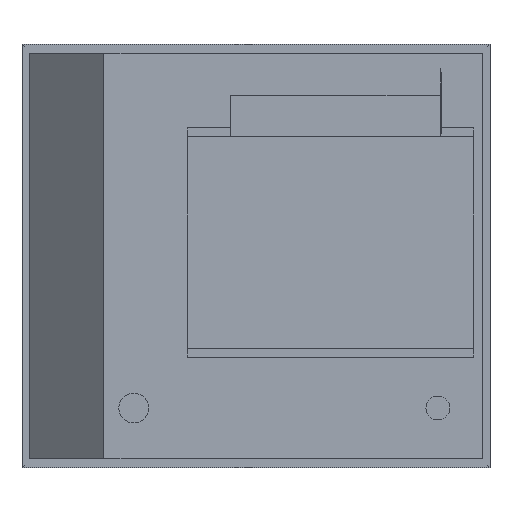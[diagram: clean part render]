
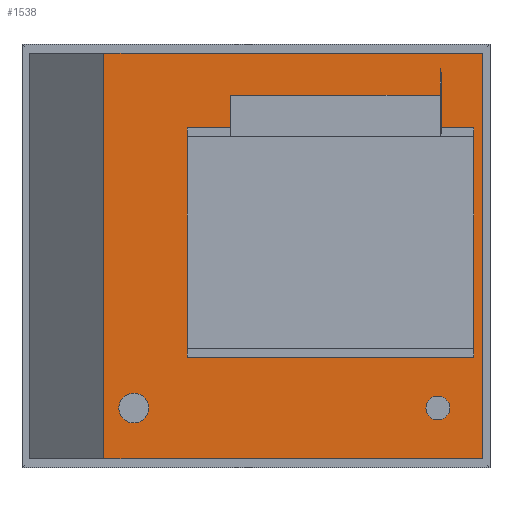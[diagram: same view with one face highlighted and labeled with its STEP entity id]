
A CAD part, front view. The second image highlights one B-rep face of the part: STEP entity #1538.
In plain terms, the highlighted planar face has unit normal (0, -1, 0).
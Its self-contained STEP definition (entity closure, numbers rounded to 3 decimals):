
#36=FACE_BOUND('',#195,.T.);
#37=FACE_BOUND('',#196,.T.);
#38=FACE_BOUND('',#197,.T.);
#101=FACE_OUTER_BOUND('',#194,.T.);
#194=EDGE_LOOP('',(#1274,#1275,#1276,#1277));
#195=EDGE_LOOP('',(#1278,#1279));
#196=EDGE_LOOP('',(#1280,#1281));
#197=EDGE_LOOP('',(#1282,#1283,#1284,#1285));
#301=LINE('',#2313,#491);
#303=LINE('',#2319,#493);
#314=LINE('',#2339,#504);
#315=LINE('',#2341,#505);
#363=LINE('',#2441,#553);
#365=LINE('',#2445,#555);
#366=LINE('',#2447,#556);
#367=LINE('',#2448,#557);
#491=VECTOR('',#1894,10.);
#493=VECTOR('',#1898,10.);
#504=VECTOR('',#1917,10.);
#505=VECTOR('',#1920,10.);
#553=VECTOR('',#2004,10.);
#555=VECTOR('',#2008,10.);
#556=VECTOR('',#2009,10.);
#557=VECTOR('',#2010,10.);
#618=CIRCLE('',#1636,25.);
#619=CIRCLE('',#1637,25.);
#622=CIRCLE('',#1642,20.);
#623=CIRCLE('',#1643,20.);
#678=VERTEX_POINT('',#2276);
#679=VERTEX_POINT('',#2278);
#682=VERTEX_POINT('',#2287);
#683=VERTEX_POINT('',#2289);
#690=VERTEX_POINT('',#2309);
#691=VERTEX_POINT('',#2311);
#692=VERTEX_POINT('',#2315);
#694=VERTEX_POINT('',#2318);
#732=VERTEX_POINT('',#2438);
#733=VERTEX_POINT('',#2440);
#734=VERTEX_POINT('',#2444);
#735=VERTEX_POINT('',#2446);
#845=EDGE_CURVE('',#679,#678,#618,.T.);
#846=EDGE_CURVE('',#678,#679,#619,.T.);
#850=EDGE_CURVE('',#683,#682,#622,.T.);
#851=EDGE_CURVE('',#682,#683,#623,.T.);
#861=EDGE_CURVE('',#690,#691,#301,.T.);
#863=EDGE_CURVE('',#694,#692,#303,.T.);
#874=EDGE_CURVE('',#692,#690,#314,.T.);
#875=EDGE_CURVE('',#691,#694,#315,.T.);
#923=EDGE_CURVE('',#732,#733,#363,.T.);
#925=EDGE_CURVE('',#734,#732,#365,.T.);
#926=EDGE_CURVE('',#734,#735,#366,.T.);
#927=EDGE_CURVE('',#733,#735,#367,.T.);
#1274=ORIENTED_EDGE('',*,*,#923,.F.);
#1275=ORIENTED_EDGE('',*,*,#925,.F.);
#1276=ORIENTED_EDGE('',*,*,#926,.T.);
#1277=ORIENTED_EDGE('',*,*,#927,.F.);
#1278=ORIENTED_EDGE('',*,*,#845,.T.);
#1279=ORIENTED_EDGE('',*,*,#846,.T.);
#1280=ORIENTED_EDGE('',*,*,#850,.T.);
#1281=ORIENTED_EDGE('',*,*,#851,.T.);
#1282=ORIENTED_EDGE('',*,*,#863,.T.);
#1283=ORIENTED_EDGE('',*,*,#874,.T.);
#1284=ORIENTED_EDGE('',*,*,#861,.T.);
#1285=ORIENTED_EDGE('',*,*,#875,.T.);
#1449=PLANE('',#1672);
#1538=ADVANCED_FACE('',(#101,#36,#37,#38),#1449,.T.);
#1636=AXIS2_PLACEMENT_3D('',#2279,#1860,#1861);
#1637=AXIS2_PLACEMENT_3D('',#2280,#1862,#1863);
#1642=AXIS2_PLACEMENT_3D('',#2290,#1873,#1874);
#1643=AXIS2_PLACEMENT_3D('',#2291,#1875,#1876);
#1672=AXIS2_PLACEMENT_3D('',#2443,#2006,#2007);
#1860=DIRECTION('center_axis',(0.,1.,0.));
#1861=DIRECTION('ref_axis',(1.,0.,0.));
#1862=DIRECTION('center_axis',(0.,1.,0.));
#1863=DIRECTION('ref_axis',(1.,0.,0.));
#1873=DIRECTION('center_axis',(0.,1.,0.));
#1874=DIRECTION('ref_axis',(1.,0.,0.));
#1875=DIRECTION('center_axis',(0.,1.,0.));
#1876=DIRECTION('ref_axis',(1.,0.,0.));
#1894=DIRECTION('',(-1.,0.,0.));
#1898=DIRECTION('',(1.,0.,0.));
#1917=DIRECTION('',(0.,0.,-1.));
#1920=DIRECTION('',(0.,0.,1.));
#2004=DIRECTION('',(0.,0.,1.));
#2006=DIRECTION('center_axis',(0.,-1.,0.));
#2007=DIRECTION('ref_axis',(1.,0.,0.));
#2008=DIRECTION('',(-1.,0.,0.));
#2009=DIRECTION('',(0.,0.,1.));
#2010=DIRECTION('',(1.,0.,0.));
#2276=CARTESIAN_POINT('',(-230.,0.,-255.));
#2278=CARTESIAN_POINT('',(-180.,0.,-255.));
#2279=CARTESIAN_POINT('Origin',(-205.,0.,-255.));
#2280=CARTESIAN_POINT('Origin',(-205.,0.,-255.));
#2287=CARTESIAN_POINT('',(285.,0.,-255.));
#2289=CARTESIAN_POINT('',(325.,0.,-255.));
#2290=CARTESIAN_POINT('Origin',(305.,0.,-255.));
#2291=CARTESIAN_POINT('Origin',(305.,0.,-255.));
#2309=CARTESIAN_POINT('',(365.,0.,-170.));
#2311=CARTESIAN_POINT('',(-115.,0.,-170.));
#2313=CARTESIAN_POINT('',(55.,0.,-170.));
#2315=CARTESIAN_POINT('',(365.,0.,215.));
#2318=CARTESIAN_POINT('',(-115.,0.,215.));
#2319=CARTESIAN_POINT('',(55.,0.,215.));
#2339=CARTESIAN_POINT('',(365.,0.,11.25));
#2341=CARTESIAN_POINT('',(-115.,0.,11.25));
#2438=CARTESIAN_POINT('',(-255.,0.,-340.));
#2440=CARTESIAN_POINT('',(-255.,0.,340.));
#2441=CARTESIAN_POINT('',(-255.,0.,0.));
#2443=CARTESIAN_POINT('Origin',(-255.,0.,0.));
#2444=CARTESIAN_POINT('',(380.,0.,-340.));
#2445=CARTESIAN_POINT('',(-255.,0.,-340.));
#2446=CARTESIAN_POINT('',(380.,0.,340.));
#2447=CARTESIAN_POINT('',(380.,0.,0.));
#2448=CARTESIAN_POINT('',(-255.,0.,340.));
